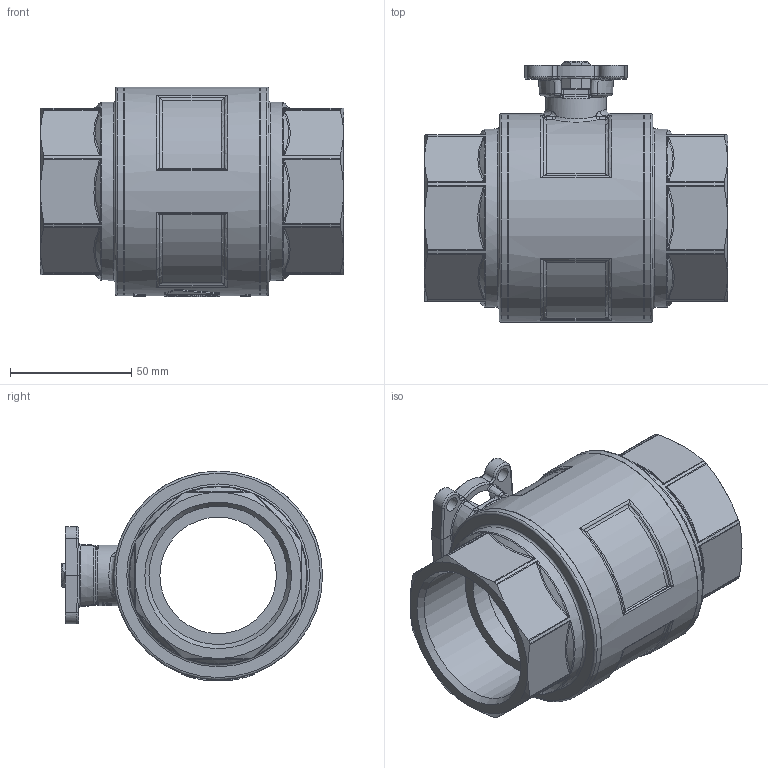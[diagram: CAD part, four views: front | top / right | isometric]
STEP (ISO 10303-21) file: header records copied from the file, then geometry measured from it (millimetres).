
FILE_DESCRIPTION(/* description */ (''),/* implementation_level */ '2;1');
FILE_NAME(/* name */ 'S477I00BL.stp',/* time_stamp */ '2022-04-28T08:54:10+02:00',/* author */ ('Bonomellir'),/* organization */ (''),/* preprocessor_version */ 'ST-DEVELOPER v18.1',/* originating_system */ 'Autodesk Inventor 2021',/* authorisation */ '');
FILE_SCHEMA (('AUTOMOTIVE_DESIGN { 1 0 10303 214 3 1 1 }'));
Length unit declared in the file: millimetre
Products named in the file (4): S477I00BL; M477I00BL; PA6GG9BL; O477I00G
Assembly tree (4 placements, depth 2):
  S477I00BL
    M477I00BL
    PA6GG9BL
    O477I00G  x2
Bounding box: 124.9 x 107.55 x 86.5 mm (x, y, z)
Volume: 427388 mm3; surface area: 90476.1 mm2
Topology: 4 solids, 4 shells, 712 faces, 1799 edges, 1096 vertices
Faces by surface type: bspline 264, plane 195, cylinder 146, cone 61, torus 40, sphere 6
Full cylindrical faces by diameter (mm): 3.242 x1, 5.5 x1, 6 x4, 12.92 x1, 25 x1, 26 x1, 48 x3, 57 x2, 73.5 x2, 75.9 x2, 78 x4, 86 x3
Entity records: 24546 total; most frequent: CARTESIAN_POINT 11053, ORIENTED_EDGE 3058, DIRECTION 2279, EDGE_CURVE 1529, VERTEX_POINT 959, AXIS2_PLACEMENT_3D 887, EDGE_LOOP 660, FACE_OUTER_BOUND 609
